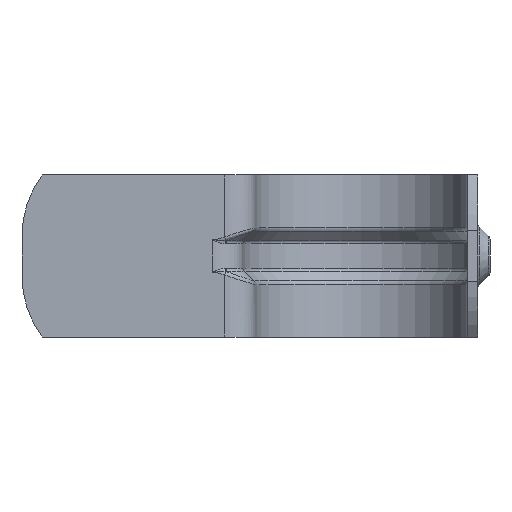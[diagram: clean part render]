
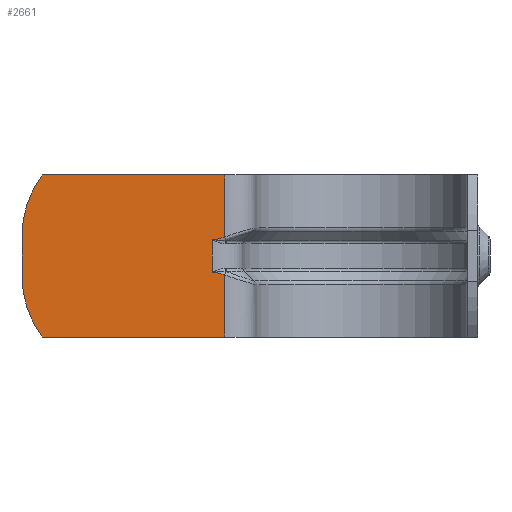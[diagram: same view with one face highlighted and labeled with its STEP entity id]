
A CAD part, front view. The second image highlights one B-rep face of the part: STEP entity #2661.
In plain terms, the highlighted planar face has unit normal (0, -1, 0).
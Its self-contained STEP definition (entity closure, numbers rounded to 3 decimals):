
#33=PLANE('',#2893);
#124=B_SPLINE_CURVE_WITH_KNOTS('',3,(#3895,#3896,#3897,#3898),
 .UNSPECIFIED.,.F.,.F.,(4,4),(-1.279,-1.155),
 .UNSPECIFIED.);
#131=B_SPLINE_CURVE_WITH_KNOTS('',3,(#4100,#4101,#4102,#4103),
 .UNSPECIFIED.,.F.,.F.,(4,4),(-0.124,0.),.UNSPECIFIED.);
#271=LINE('',#3863,#465);
#298=LINE('',#4134,#492);
#299=LINE('',#4137,#493);
#300=LINE('',#4141,#494);
#301=LINE('',#4145,#495);
#302=LINE('',#4148,#496);
#465=VECTOR('',#3133,10.);
#492=VECTOR('',#3258,10.);
#493=VECTOR('',#3261,10.);
#494=VECTOR('',#3266,10.);
#495=VECTOR('',#3269,10.);
#496=VECTOR('',#3272,10.);
#704=FACE_OUTER_BOUND('',#871,.T.);
#871=EDGE_LOOP('',(#1963,#1964,#1965,#1966,#1967,#1968,#1969,#1970,#1971,
#1972));
#1047=CIRCLE('',#2894,10.);
#1048=CIRCLE('',#2895,10.);
#1137=VERTEX_POINT('',#3794);
#1148=VERTEX_POINT('',#3862);
#1151=VERTEX_POINT('',#3893);
#1170=VERTEX_POINT('',#4072);
#1177=VERTEX_POINT('',#4132);
#1178=VERTEX_POINT('',#4136);
#1179=VERTEX_POINT('',#4140);
#1180=VERTEX_POINT('',#4142);
#1181=VERTEX_POINT('',#4144);
#1182=VERTEX_POINT('',#4146);
#1409=EDGE_CURVE('',#1137,#1148,#271,.T.);
#1414=EDGE_CURVE('',#1151,#1137,#124,.T.);
#1455=EDGE_CURVE('',#1148,#1170,#131,.T.);
#1470=EDGE_CURVE('',#1151,#1177,#298,.T.);
#1471=EDGE_CURVE('',#1178,#1170,#299,.T.);
#1473=EDGE_CURVE('',#1179,#1177,#300,.T.);
#1474=EDGE_CURVE('',#1179,#1180,#1047,.T.);
#1475=EDGE_CURVE('',#1181,#1180,#301,.T.);
#1476=EDGE_CURVE('',#1181,#1182,#1048,.T.);
#1477=EDGE_CURVE('',#1178,#1182,#302,.T.);
#1963=ORIENTED_EDGE('',*,*,#1414,.F.);
#1964=ORIENTED_EDGE('',*,*,#1470,.T.);
#1965=ORIENTED_EDGE('',*,*,#1473,.F.);
#1966=ORIENTED_EDGE('',*,*,#1474,.T.);
#1967=ORIENTED_EDGE('',*,*,#1475,.F.);
#1968=ORIENTED_EDGE('',*,*,#1476,.T.);
#1969=ORIENTED_EDGE('',*,*,#1477,.F.);
#1970=ORIENTED_EDGE('',*,*,#1471,.T.);
#1971=ORIENTED_EDGE('',*,*,#1455,.F.);
#1972=ORIENTED_EDGE('',*,*,#1409,.F.);
#2661=ADVANCED_FACE('',(#704),#33,.T.);
#2893=AXIS2_PLACEMENT_3D('',#4139,#3264,#3265);
#2894=AXIS2_PLACEMENT_3D('',#4143,#3267,#3268);
#2895=AXIS2_PLACEMENT_3D('',#4147,#3270,#3271);
#3133=DIRECTION('',(0.,0.,-1.));
#3258=DIRECTION('',(0.,0.,1.));
#3261=DIRECTION('',(0.,0.,1.));
#3264=DIRECTION('center_axis',(0.,-1.,0.));
#3265=DIRECTION('ref_axis',(1.,0.,0.));
#3266=DIRECTION('',(1.,0.,0.));
#3267=DIRECTION('center_axis',(0.,-1.,0.));
#3268=DIRECTION('ref_axis',(1.,0.,0.));
#3269=DIRECTION('',(0.,0.,1.));
#3270=DIRECTION('center_axis',(0.,-1.,0.));
#3271=DIRECTION('ref_axis',(0.8,0.,0.6));
#3272=DIRECTION('',(-1.,0.,0.));
#3794=CARTESIAN_POINT('',(-14.7,-10.5,1.607));
#3862=CARTESIAN_POINT('',(-14.7,-10.5,-1.607));
#3863=CARTESIAN_POINT('',(-14.7,-10.5,0.));
#3893=CARTESIAN_POINT('',(-13.5,-10.5,1.88));
#3895=CARTESIAN_POINT('Ctrl Pts',(-13.5,-10.5,1.88));
#3896=CARTESIAN_POINT('Ctrl Pts',(-13.879,-10.5,1.716));
#3897=CARTESIAN_POINT('Ctrl Pts',(-14.287,-10.5,1.607));
#3898=CARTESIAN_POINT('Ctrl Pts',(-14.7,-10.5,1.607));
#4072=CARTESIAN_POINT('',(-13.5,-10.5,-1.88));
#4100=CARTESIAN_POINT('Ctrl Pts',(-14.7,-10.5,-1.607));
#4101=CARTESIAN_POINT('Ctrl Pts',(-14.287,-10.5,-1.607));
#4102=CARTESIAN_POINT('Ctrl Pts',(-13.879,-10.5,-1.716));
#4103=CARTESIAN_POINT('Ctrl Pts',(-13.5,-10.5,-1.88));
#4132=CARTESIAN_POINT('',(-13.5,-10.5,8.));
#4134=CARTESIAN_POINT('',(-13.5,-10.5,0.));
#4136=CARTESIAN_POINT('',(-13.5,-10.5,-8.));
#4137=CARTESIAN_POINT('',(-13.5,-10.5,0.));
#4139=CARTESIAN_POINT('Origin',(-33.5,-10.5,0.));
#4140=CARTESIAN_POINT('',(-31.5,-10.5,8.));
#4141=CARTESIAN_POINT('',(-33.5,-10.5,8.));
#4142=CARTESIAN_POINT('',(-33.5,-10.5,2.));
#4143=CARTESIAN_POINT('Origin',(-23.5,-10.5,2.));
#4144=CARTESIAN_POINT('',(-33.5,-10.5,-2.));
#4145=CARTESIAN_POINT('',(-33.5,-10.5,0.));
#4146=CARTESIAN_POINT('',(-31.5,-10.5,-8.));
#4147=CARTESIAN_POINT('Origin',(-23.5,-10.5,-2.));
#4148=CARTESIAN_POINT('',(-33.5,-10.5,-8.));
